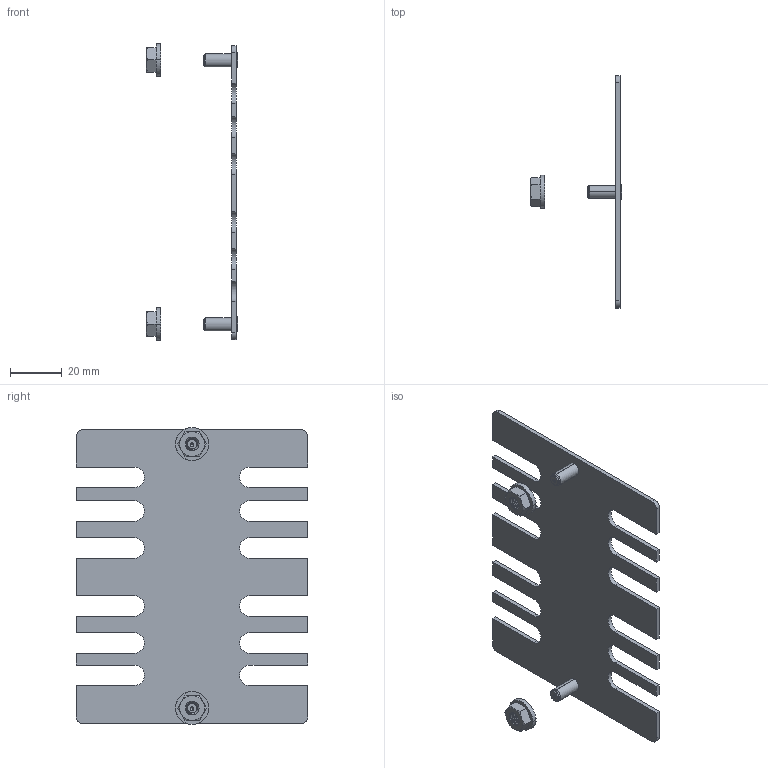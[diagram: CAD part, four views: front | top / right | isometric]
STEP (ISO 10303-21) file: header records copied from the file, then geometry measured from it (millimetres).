
FILE_DESCRIPTION (( 'STEP AP214' ), '1' );
FILE_NAME ('LR2-AP2 r1.STEP', '2020-01-16T19:43:58', ( '' ), ( '' ), 'SwSTEP 2.0', 'SolidWorks 2017', '' );
FILE_SCHEMA (( 'AUTOMOTIVE_DESIGN' ));
Length unit declared in the file: inch
Products named in the file (1): LR2-AP2 r1
Bounding box: 35.04 x 89.15 x 114.3 mm (x, y, z)
Volume: 14108.6 mm3; surface area: 18949.6 mm2
Topology: 7 solids, 7 shells, 401 faces, 1069 edges, 684 vertices
Faces by surface type: plane 200, cylinder 100, cone 65, torus 32, bspline 4
Entity records: 13812 total; most frequent: CARTESIAN_POINT 4366, ORIENTED_EDGE 2122, DIRECTION 1808, EDGE_CURVE 1061, VERTEX_POINT 684, AXIS2_PLACEMENT_3D 630, VECTOR 548, LINE 548
